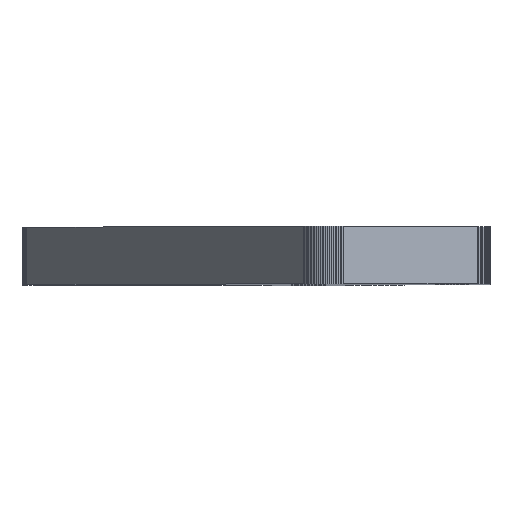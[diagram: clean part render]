
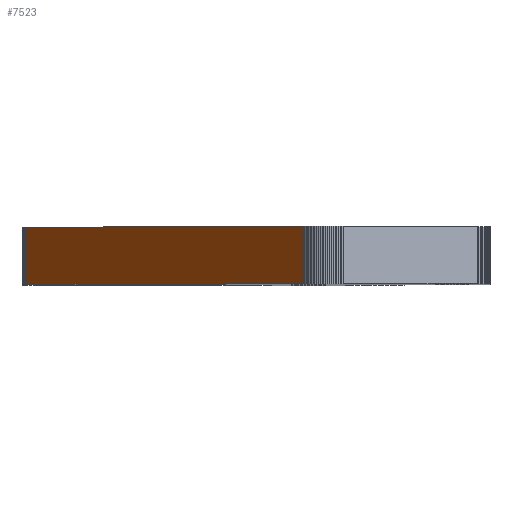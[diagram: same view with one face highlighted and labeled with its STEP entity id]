
A CAD part, top view. The second image highlights one B-rep face of the part: STEP entity #7523.
In plain terms, the highlighted planar face has unit normal (-0.816, 0, 0.578).
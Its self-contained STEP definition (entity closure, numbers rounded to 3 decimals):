
#32 = PLANE('',#33);
#33 = AXIS2_PLACEMENT_3D('',#34,#35,#36);
#34 = CARTESIAN_POINT('',(-32.942,3.,9.415));
#35 = DIRECTION('',(0.,1.,0.));
#36 = DIRECTION('',(0.,0.,1.));
#1540 = VERTEX_POINT('',#1541);
#1541 = CARTESIAN_POINT('',(-32.494,3.,51.667));
#1555 = PLANE('',#1556);
#1556 = AXIS2_PLACEMENT_3D('',#1557,#1558,#1559);
#1557 = CARTESIAN_POINT('',(-32.494,3.,51.667));
#1558 = DIRECTION('',(0.849,0.,-0.528));
#1559 = DIRECTION('',(0.528,0.,0.849));
#1567 = EDGE_CURVE('',#1568,#1540,#1570,.T.);
#1568 = VERTEX_POINT('',#1569);
#1569 = CARTESIAN_POINT('',(-3.494,3.,92.667));
#1570 = SURFACE_CURVE('',#1571,(#1575,#1582),.PCURVE_S1.);
#1571 = LINE('',#1572,#1573);
#1572 = CARTESIAN_POINT('',(-3.494,3.,92.667));
#1573 = VECTOR('',#1574,1.);
#1574 = DIRECTION('',(-0.577,0.,-0.816));
#1575 = PCURVE('',#32,#1576);
#1576 = DEFINITIONAL_REPRESENTATION('',(#1577),#1581);
#1577 = LINE('',#1578,#1579);
#1578 = CARTESIAN_POINT('',(83.252,29.448));
#1579 = VECTOR('',#1580,1.);
#1580 = DIRECTION('',(-0.816,-0.577));
#1581 = ( GEOMETRIC_REPRESENTATION_CONTEXT(2) 
PARAMETRIC_REPRESENTATION_CONTEXT() REPRESENTATION_CONTEXT('2D SPACE',''
  ) );
#1582 = PCURVE('',#1583,#1588);
#1583 = PLANE('',#1584);
#1584 = AXIS2_PLACEMENT_3D('',#1585,#1586,#1587);
#1585 = CARTESIAN_POINT('',(-3.494,3.,92.667));
#1586 = DIRECTION('',(0.816,0.,-0.577));
#1587 = DIRECTION('',(0.577,0.,0.816));
#1588 = DEFINITIONAL_REPRESENTATION('',(#1589),#1593);
#1589 = LINE('',#1590,#1591);
#1590 = CARTESIAN_POINT('',(0.,0.));
#1591 = VECTOR('',#1592,1.);
#1592 = DIRECTION('',(-1.,-0.));
#1593 = ( GEOMETRIC_REPRESENTATION_CONTEXT(2) 
PARAMETRIC_REPRESENTATION_CONTEXT() REPRESENTATION_CONTEXT('2D SPACE',''
  ) );
#1611 = PLANE('',#1612);
#1612 = AXIS2_PLACEMENT_3D('',#1613,#1614,#1615);
#1613 = CARTESIAN_POINT('',(-3.437,6.,92.747));
#1614 = DIRECTION('',(0.813,0.,-0.582)
  );
#1615 = DIRECTION('',(0.582,0.,0.813)
  );
#3133 = PLANE('',#3134);
#3134 = AXIS2_PLACEMENT_3D('',#3135,#3136,#3137);
#3135 = CARTESIAN_POINT('',(-33.,9.,50.));
#3136 = DIRECTION('',(0.,-1.,0.));
#3137 = DIRECTION('',(0.,0.,-1.));
#7431 = VERTEX_POINT('',#7432);
#7432 = CARTESIAN_POINT('',(-3.494,9.,92.667));
#7453 = EDGE_CURVE('',#1568,#7431,#7454,.T.);
#7454 = SURFACE_CURVE('',#7455,(#7459,#7466),.PCURVE_S1.);
#7455 = LINE('',#7456,#7457);
#7456 = CARTESIAN_POINT('',(-3.494,3.,92.667));
#7457 = VECTOR('',#7458,1.);
#7458 = DIRECTION('',(0.,1.,0.));
#7459 = PCURVE('',#1611,#7460);
#7460 = DEFINITIONAL_REPRESENTATION('',(#7461),#7465);
#7461 = LINE('',#7462,#7463);
#7462 = CARTESIAN_POINT('',(-0.098,3.));
#7463 = VECTOR('',#7464,1.);
#7464 = DIRECTION('',(0.,-1.));
#7465 = ( GEOMETRIC_REPRESENTATION_CONTEXT(2) 
PARAMETRIC_REPRESENTATION_CONTEXT() REPRESENTATION_CONTEXT('2D SPACE',''
  ) );
#7466 = PCURVE('',#1583,#7467);
#7467 = DEFINITIONAL_REPRESENTATION('',(#7468),#7472);
#7468 = LINE('',#7469,#7470);
#7469 = CARTESIAN_POINT('',(0.,0.));
#7470 = VECTOR('',#7471,1.);
#7471 = DIRECTION('',(0.,-1.));
#7472 = ( GEOMETRIC_REPRESENTATION_CONTEXT(2) 
PARAMETRIC_REPRESENTATION_CONTEXT() REPRESENTATION_CONTEXT('2D SPACE',''
  ) );
#7523 = ADVANCED_FACE('',(#7524),#1583,.F.);
#7524 = FACE_BOUND('',#7525,.T.);
#7525 = EDGE_LOOP('',(#7526,#7527,#7550,#7571));
#7526 = ORIENTED_EDGE('',*,*,#7453,.T.);
#7527 = ORIENTED_EDGE('',*,*,#7528,.F.);
#7528 = EDGE_CURVE('',#7529,#7431,#7531,.T.);
#7529 = VERTEX_POINT('',#7530);
#7530 = CARTESIAN_POINT('',(-32.494,9.,51.667));
#7531 = SURFACE_CURVE('',#7532,(#7536,#7543),.PCURVE_S1.);
#7532 = LINE('',#7533,#7534);
#7533 = CARTESIAN_POINT('',(-32.494,9.,51.667));
#7534 = VECTOR('',#7535,1.);
#7535 = DIRECTION('',(0.577,0.,0.816));
#7536 = PCURVE('',#1583,#7537);
#7537 = DEFINITIONAL_REPRESENTATION('',(#7538),#7542);
#7538 = LINE('',#7539,#7540);
#7539 = CARTESIAN_POINT('',(-50.22,-6.));
#7540 = VECTOR('',#7541,1.);
#7541 = DIRECTION('',(1.,0.));
#7542 = ( GEOMETRIC_REPRESENTATION_CONTEXT(2) 
PARAMETRIC_REPRESENTATION_CONTEXT() REPRESENTATION_CONTEXT('2D SPACE',''
  ) );
#7543 = PCURVE('',#3133,#7544);
#7544 = DEFINITIONAL_REPRESENTATION('',(#7545),#7549);
#7545 = LINE('',#7546,#7547);
#7546 = CARTESIAN_POINT('',(-1.667,0.506));
#7547 = VECTOR('',#7548,1.);
#7548 = DIRECTION('',(-0.816,0.577));
#7549 = ( GEOMETRIC_REPRESENTATION_CONTEXT(2) 
PARAMETRIC_REPRESENTATION_CONTEXT() REPRESENTATION_CONTEXT('2D SPACE',''
  ) );
#7550 = ORIENTED_EDGE('',*,*,#7551,.F.);
#7551 = EDGE_CURVE('',#1540,#7529,#7552,.T.);
#7552 = SURFACE_CURVE('',#7553,(#7557,#7564),.PCURVE_S1.);
#7553 = LINE('',#7554,#7555);
#7554 = CARTESIAN_POINT('',(-32.494,3.,51.667));
#7555 = VECTOR('',#7556,1.);
#7556 = DIRECTION('',(0.,1.,0.));
#7557 = PCURVE('',#1583,#7558);
#7558 = DEFINITIONAL_REPRESENTATION('',(#7559),#7563);
#7559 = LINE('',#7560,#7561);
#7560 = CARTESIAN_POINT('',(-50.22,-0.));
#7561 = VECTOR('',#7562,1.);
#7562 = DIRECTION('',(0.,-1.));
#7563 = ( GEOMETRIC_REPRESENTATION_CONTEXT(2) 
PARAMETRIC_REPRESENTATION_CONTEXT() REPRESENTATION_CONTEXT('2D SPACE',''
  ) );
#7564 = PCURVE('',#1555,#7565);
#7565 = DEFINITIONAL_REPRESENTATION('',(#7566),#7570);
#7566 = LINE('',#7567,#7568);
#7567 = CARTESIAN_POINT('',(0.,0.));
#7568 = VECTOR('',#7569,1.);
#7569 = DIRECTION('',(0.,-1.));
#7570 = ( GEOMETRIC_REPRESENTATION_CONTEXT(2) 
PARAMETRIC_REPRESENTATION_CONTEXT() REPRESENTATION_CONTEXT('2D SPACE',''
  ) );
#7571 = ORIENTED_EDGE('',*,*,#1567,.F.);
